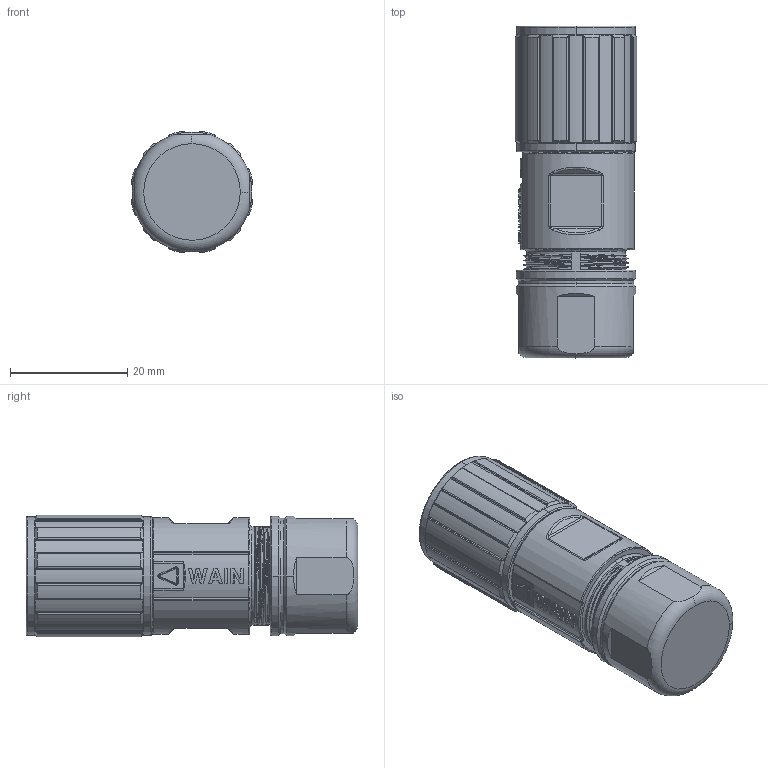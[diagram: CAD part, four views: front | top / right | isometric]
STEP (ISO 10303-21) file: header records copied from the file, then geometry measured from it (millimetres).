
FILE_DESCRIPTION((''),'2;1');
FILE_NAME('M17-XC04_5-T-DXX-SH_SW0002','2023-12-15T',('zh.su'),(''),'PRO/ENGINEER BY PARAMETRIC TECHNOLOGY CORPORATION, 2012480','PRO/ENGINEER BY PARAMETRIC TECHNOLOGY CORPORATION, 2012480','');
FILE_SCHEMA(('CONFIG_CONTROL_DESIGN'));
Length unit declared in the file: millimetre
Products named in the file (1): M17-XC04_5-T-DXX-SH_SW0002
Bounding box: 20.77 x 56.7 x 20.77 mm (x, y, z)
Volume: 15124.1 mm3; surface area: 8011.3 mm2
Topology: 1 solids, 2 shells, 957 faces, 2761 edges, 1793 vertices
Faces by surface type: plane 303, cylinder 284, cone 199, torus 87, bspline 84
Entity records: 40355 total; most frequent: CARTESIAN_POINT 16334, ORIENTED_EDGE 5522, DIRECTION 4513, EDGE_CURVE 2761, AXIS2_PLACEMENT_3D 1861, VERTEX_POINT 1793, EDGE_LOOP 1042, CIRCLE 988
